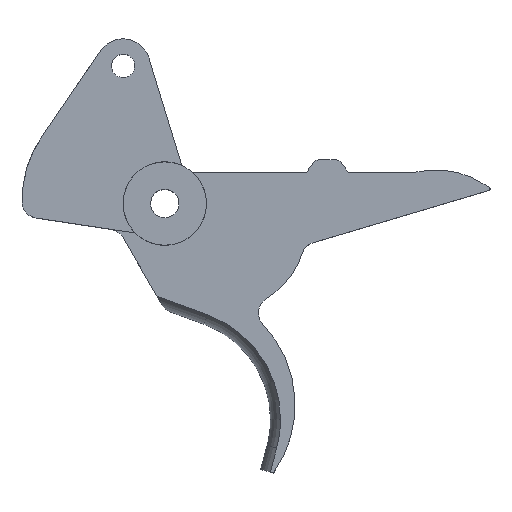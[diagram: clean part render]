
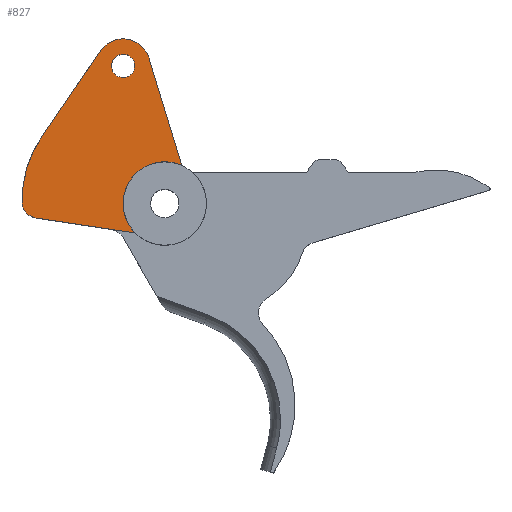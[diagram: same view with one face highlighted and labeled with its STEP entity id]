
A CAD part, top view. The second image highlights one B-rep face of the part: STEP entity #827.
In plain terms, the highlighted planar face has unit normal (0, 0, 1).
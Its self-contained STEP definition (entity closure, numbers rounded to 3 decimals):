
#12 = EDGE_LOOP ( 'NONE', ( #1630, #372 ) ) ;
#15 = EDGE_CURVE ( 'NONE', #1230, #592, #1945, .T. ) ;
#38 = EDGE_CURVE ( 'NONE', #2035, #1452, #1351, .T. ) ;
#74 = DIRECTION ( 'NONE',  ( 1., 0., 0. ) ) ;
#138 = AXIS2_PLACEMENT_3D ( 'NONE', #322, #148, #1033 ) ;
#142 = VERTEX_POINT ( 'NONE', #1824 ) ;
#148 = DIRECTION ( 'NONE',  ( 0., 0., -1. ) ) ;
#154 = EDGE_CURVE ( 'NONE', #142, #1738, #676, .T. ) ;
#206 = AXIS2_PLACEMENT_3D ( 'NONE', #997, #648, #1186 ) ;
#210 = CARTESIAN_POINT ( 'NONE',  ( 3.146, 0.961, 5. ) ) ;
#237 = DIRECTION ( 'NONE',  ( 1., 0., 0. ) ) ;
#322 = CARTESIAN_POINT ( 'NONE',  ( -3.528, 0.326, 5. ) ) ;
#349 = EDGE_CURVE ( 'NONE', #592, #2035, #2206, .T. ) ;
#351 = VERTEX_POINT ( 'NONE', #2289 ) ;
#370 = ORIENTED_EDGE ( 'NONE', *, *, #1662, .F. ) ;
#372 = ORIENTED_EDGE ( 'NONE', *, *, #1170, .F. ) ;
#389 = CIRCLE ( 'NONE', #832, 2. ) ;
#422 = CARTESIAN_POINT ( 'NONE',  ( 0., 0., 5. ) ) ;
#462 = AXIS2_PLACEMENT_3D ( 'NONE', #1972, #1803, #237 ) ;
#549 = VERTEX_POINT ( 'NONE', #780 ) ;
#550 = FACE_BOUND ( 'NONE', #12, .T. ) ;
#558 = VERTEX_POINT ( 'NONE', #2235 ) ;
#562 = FACE_OUTER_BOUND ( 'NONE', #1340, .T. ) ;
#583 = DIRECTION ( 'NONE',  ( 1., 0., 0. ) ) ;
#590 = ORIENTED_EDGE ( 'NONE', *, *, #15, .F. ) ;
#592 = VERTEX_POINT ( 'NONE', #1669 ) ;
#606 = CIRCLE ( 'NONE', #462, 1.4 ) ;
#624 = ORIENTED_EDGE ( 'NONE', *, *, #38, .F. ) ;
#638 = CARTESIAN_POINT ( 'NONE',  ( -1.892, 17.45, 5. ) ) ;
#648 = DIRECTION ( 'NONE',  ( 0., 0., -1. ) ) ;
#651 = CARTESIAN_POINT ( 'NONE',  ( -6.4, 16.5, 5. ) ) ;
#676 = CIRCLE ( 'NONE', #748, 1.4 ) ;
#705 = DIRECTION ( 'NONE',  ( 0.292, -0.956, 0. ) ) ;
#726 = CARTESIAN_POINT ( 'NONE',  ( -13.778, 9.422, 5. ) ) ;
#748 = AXIS2_PLACEMENT_3D ( 'NONE', #1663, #1679, #74 ) ;
#752 = AXIS2_PLACEMENT_3D ( 'NONE', #422, #1579, #583 ) ;
#780 = CARTESIAN_POINT ( 'NONE',  ( -7.683, 18.335, 5. ) ) ;
#789 = VECTOR ( 'NONE', #705, 1000. ) ;
#827 = ADVANCED_FACE ( 'NONE', ( #562, #550 ), #1104, .T. ) ;
#832 = AXIS2_PLACEMENT_3D ( 'NONE', #1424, #1447, #1266 ) ;
#863 = DIRECTION ( 'NONE',  ( -0.564, -0.825, 0. ) ) ;
#889 = DIRECTION ( 'NONE',  ( 0., 0., 1. ) ) ;
#947 = VECTOR ( 'NONE', #863, 1000. ) ;
#951 = CARTESIAN_POINT ( 'NONE',  ( -15.422, -1.739, 5. ) ) ;
#987 = ORIENTED_EDGE ( 'NONE', *, *, #349, .F. ) ;
#995 = CARTESIAN_POINT ( 'NONE',  ( -5., 0., 5. ) ) ;
#997 = CARTESIAN_POINT ( 'NONE',  ( -5., 16.5, 5. ) ) ;
#1010 = VERTEX_POINT ( 'NONE', #951 ) ;
#1033 = DIRECTION ( 'NONE',  ( 1., 0., 0. ) ) ;
#1059 = EDGE_CURVE ( 'NONE', #549, #1230, #2133, .T. ) ;
#1075 = DIRECTION ( 'NONE',  ( 0., 0., 1. ) ) ;
#1104 = PLANE ( 'NONE',  #1395 ) ;
#1127 = ORIENTED_EDGE ( 'NONE', *, *, #1445, .T. ) ;
#1170 = EDGE_CURVE ( 'NONE', #1738, #142, #606, .T. ) ;
#1186 = DIRECTION ( 'NONE',  ( 1., 0., 0. ) ) ;
#1230 = VERTEX_POINT ( 'NONE', #638 ) ;
#1245 = CARTESIAN_POINT ( 'NONE',  ( 0., 0., 5. ) ) ;
#1266 = DIRECTION ( 'NONE',  ( 1., 0., 0. ) ) ;
#1340 = EDGE_LOOP ( 'NONE', ( #370, #1127, #2151, #624, #987, #590, #1400, #1481 ) ) ;
#1351 = CIRCLE ( 'NONE', #1790, 5. ) ;
#1395 = AXIS2_PLACEMENT_3D ( 'NONE', #1245, #889, #1620 ) ;
#1400 = ORIENTED_EDGE ( 'NONE', *, *, #1059, .F. ) ;
#1424 = CARTESIAN_POINT ( 'NONE',  ( -15.123, 0.239, 5. ) ) ;
#1445 = EDGE_CURVE ( 'NONE', #351, #1010, #389, .T. ) ;
#1447 = DIRECTION ( 'NONE',  ( 0., 0., 1. ) ) ;
#1452 = VERTEX_POINT ( 'NONE', #1952 ) ;
#1481 = ORIENTED_EDGE ( 'NONE', *, *, #2180, .T. ) ;
#1567 = DIRECTION ( 'NONE',  ( 0.989, -0.149, 0. ) ) ;
#1579 = DIRECTION ( 'NONE',  ( 0., 0., 1. ) ) ;
#1620 = DIRECTION ( 'NONE',  ( 1., 0., 0. ) ) ;
#1630 = ORIENTED_EDGE ( 'NONE', *, *, #154, .F. ) ;
#1662 = EDGE_CURVE ( 'NONE', #351, #558, #2172, .T. ) ;
#1663 = CARTESIAN_POINT ( 'NONE',  ( -5., 16.5, 5. ) ) ;
#1669 = CARTESIAN_POINT ( 'NONE',  ( 2.046, 4.562, 5. ) ) ;
#1679 = DIRECTION ( 'NONE',  ( 0., 0., 1. ) ) ;
#1738 = VERTEX_POINT ( 'NONE', #651 ) ;
#1781 = LINE ( 'NONE', #2114, #2027 ) ;
#1782 = DIRECTION ( 'NONE',  ( 1., 0., 0. ) ) ;
#1790 = AXIS2_PLACEMENT_3D ( 'NONE', #1955, #1075, #1782 ) ;
#1803 = DIRECTION ( 'NONE',  ( 0., 0., 1. ) ) ;
#1824 = CARTESIAN_POINT ( 'NONE',  ( -3.6, 16.5, 5. ) ) ;
#1942 = LINE ( 'NONE', #726, #947 ) ;
#1945 = LINE ( 'NONE', #210, #789 ) ;
#1952 = CARTESIAN_POINT ( 'NONE',  ( -3.536, -3.536, 5. ) ) ;
#1955 = CARTESIAN_POINT ( 'NONE',  ( 0., 0., 5. ) ) ;
#1972 = CARTESIAN_POINT ( 'NONE',  ( -5., 16.5, 5. ) ) ;
#2027 = VECTOR ( 'NONE', #1567, 1000. ) ;
#2035 = VERTEX_POINT ( 'NONE', #995 ) ;
#2114 = CARTESIAN_POINT ( 'NONE',  ( -0.602, -3.979, 5. ) ) ;
#2133 = CIRCLE ( 'NONE', #206, 3.25 ) ;
#2151 = ORIENTED_EDGE ( 'NONE', *, *, #2237, .T. ) ;
#2172 = CIRCLE ( 'NONE', #138, 13.595 ) ;
#2180 = EDGE_CURVE ( 'NONE', #549, #558, #1942, .T. ) ;
#2206 = CIRCLE ( 'NONE', #752, 5. ) ;
#2235 = CARTESIAN_POINT ( 'NONE',  ( -14.75, 8., 5. ) ) ;
#2237 = EDGE_CURVE ( 'NONE', #1010, #1452, #1781, .T. ) ;
#2289 = CARTESIAN_POINT ( 'NONE',  ( -17.123, 0.224, 5. ) ) ;
